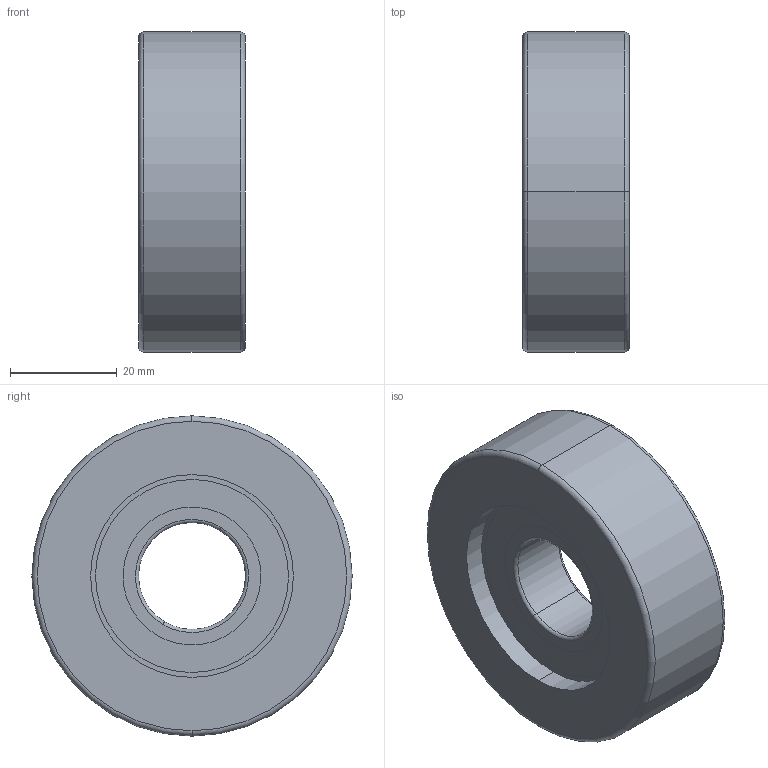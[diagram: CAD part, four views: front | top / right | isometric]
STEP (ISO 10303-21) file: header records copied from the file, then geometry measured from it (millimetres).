
FILE_DESCRIPTION (( 'STEP AP214' ), '1' );
FILE_NAME ('0028247_FPVO-060-20-12-K20.step', '2017-09-12T12:56:06', ( '' ), ( '' ), 'SwSTEP 2.0', 'SolidWorks 2016', '' );
FILE_SCHEMA (( 'AUTOMOTIVE_DESIGN' ));
Length unit declared in the file: millimetre
Products named in the file (3): 0029541_Rillenkugellager_DIN625-6004-20-ZZ; 0028247_FPVO-060-20-12-K20; FPVO-060-20-12-K20_Bandage
Assembly tree (2 placements, depth 2):
  0028247_FPVO-060-20-12-K20
    FPVO-060-20-12-K20_Bandage
    0029541_Rillenkugellager_DIN625-6004-20-ZZ
Bounding box: 20 x 60 x 60 mm (x, y, z)
Volume: 41744.2 mm3; surface area: 20379.4 mm2
Topology: 6 solids, 6 shells, 78 faces, 156 edges, 94 vertices
Faces by surface type: cylinder 36, torus 26, plane 16
Entity records: 2230 total; most frequent: DIRECTION 442, CARTESIAN_POINT 333, ORIENTED_EDGE 312, AXIS2_PLACEMENT_3D 203, EDGE_CURVE 156, CIRCLE 120, EDGE_LOOP 94, VERTEX_POINT 94
